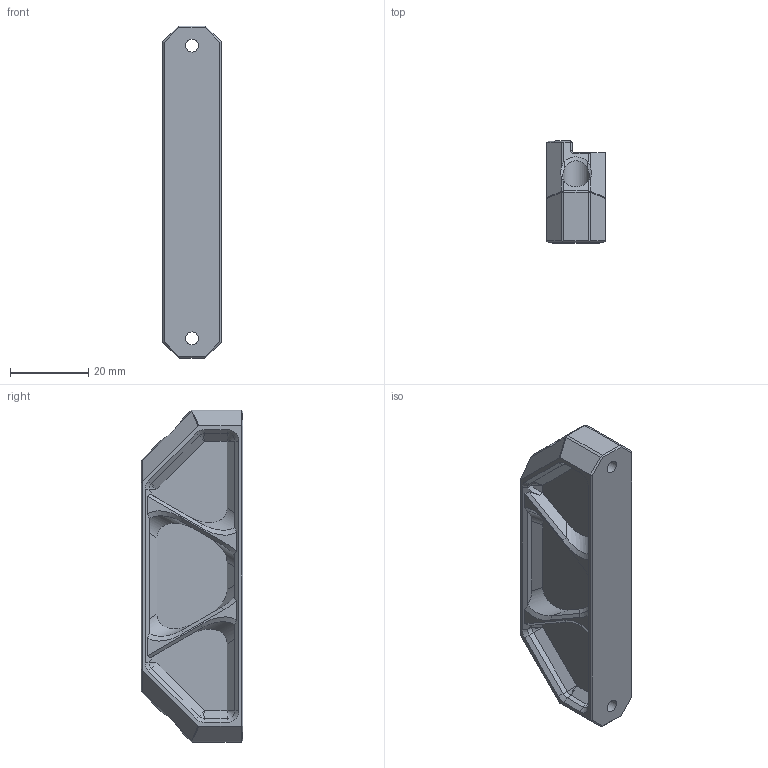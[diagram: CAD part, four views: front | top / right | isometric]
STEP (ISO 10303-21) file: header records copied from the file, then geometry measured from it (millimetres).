
FILE_DESCRIPTION(('HOOPS Exchange Step'),'2;1');
FILE_NAME('temp_export','2025-05-30T10:26:26-04:00',('tariel'),('Shapr3D Limited'),'HOOPS Exchange 2024.8','Shapr3D','Authorized');
FILE_SCHEMA( ('AP242_MANAGED_MODEL_BASED_3D_ENGINEERING_MIM_LF {1 0 10303 442 1 1 4}') );
Length unit declared in the file: millimetre
Products named in the file (1): root
Bounding box: 15 x 26 x 85 mm (x, y, z)
Volume: 16190.6 mm3; surface area: 8877.2 mm2
Topology: 1 solids, 1 shells, 243 faces, 631 edges, 382 vertices
Faces by surface type: plane 140, cylinder 53, cone 24, bspline 20, torus 6
Full cylindrical faces by diameter (mm): 3.3 x4, 4.5 x2, 6.8 x2
Entity records: 8783 total; most frequent: CARTESIAN_POINT 3248, ORIENTED_EDGE 1238, DIRECTION 997, EDGE_CURVE 619, VERTEX_POINT 382, VECTOR 371, LINE 371, AXIS2_PLACEMENT_3D 313
